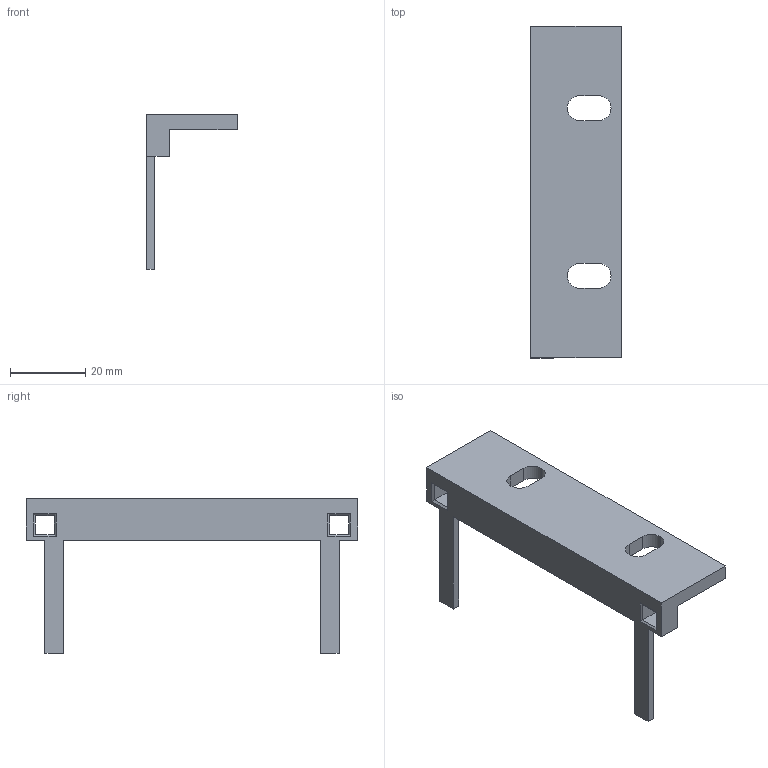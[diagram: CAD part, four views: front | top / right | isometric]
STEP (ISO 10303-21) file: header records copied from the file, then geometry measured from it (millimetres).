
FILE_DESCRIPTION (( 'STEP AP214' ), '1' );
FILE_NAME ('Rack_Ear_Open.STEP', '2019-12-14T02:29:48', ( '' ), ( '' ), 'SwSTEP 2.0', 'SolidWorks 2019', '' );
FILE_SCHEMA (( 'AUTOMOTIVE_DESIGN' ));
Length unit declared in the file: millimetre
Products named in the file (1): Rack_Ear_Open
Bounding box: 24 x 88 x 41 mm (x, y, z)
Volume: 11901 mm3; surface area: 7382.1 mm2
Topology: 1 solids, 1 shells, 42 faces, 112 edges, 72 vertices
Faces by surface type: plane 36, cylinder 6
Entity records: 1334 total; most frequent: CARTESIAN_POINT 227, ORIENTED_EDGE 224, DIRECTION 210, EDGE_CURVE 112, LINE 100, VECTOR 100, VERTEX_POINT 72, AXIS2_PLACEMENT_3D 55
